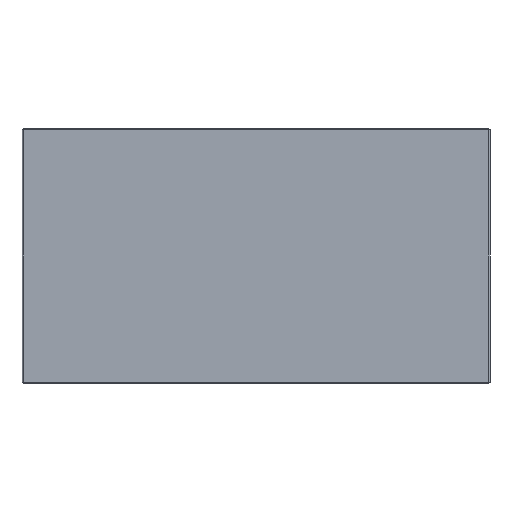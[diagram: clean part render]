
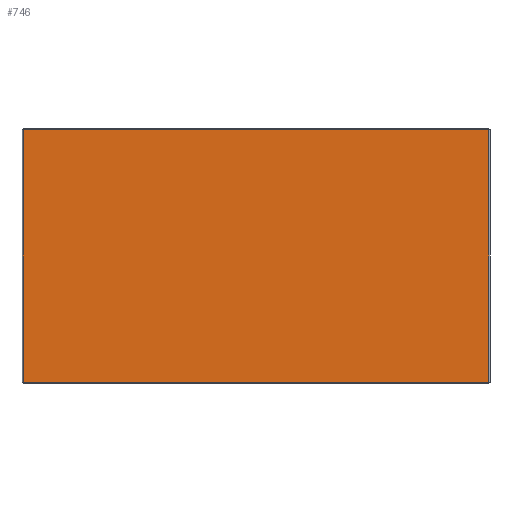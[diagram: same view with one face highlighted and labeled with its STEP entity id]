
A CAD part, left-side view. The second image highlights one B-rep face of the part: STEP entity #746.
In plain terms, the highlighted planar face has unit normal (-1, 0, 0).
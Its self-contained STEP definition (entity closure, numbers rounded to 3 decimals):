
#48 = CARTESIAN_POINT ( 'NONE',  ( -1.2, -371.3, -201.3 ) ) ;
#104 = AXIS2_PLACEMENT_3D ( 'NONE', #333, #860, #1023 ) ;
#117 = CARTESIAN_POINT ( 'NONE',  ( -1.2, 371.3, -201.3 ) ) ;
#333 = CARTESIAN_POINT ( 'NONE',  ( -1.2, 0., 0. ) ) ;
#335 = ORIENTED_EDGE ( 'NONE', *, *, #1087, .F. ) ;
#432 = VECTOR ( 'NONE', #1198, 1000. ) ;
#478 = ORIENTED_EDGE ( 'NONE', *, *, #1436, .F. ) ;
#598 = EDGE_CURVE ( 'NONE', #2119, #2098, #2047, .T. ) ;
#646 = CARTESIAN_POINT ( 'NONE',  ( -1.2, -371.3, -201.3 ) ) ;
#746 = ADVANCED_FACE ( 'NONE', ( #952 ), #1689, .F. ) ;
#780 = EDGE_CURVE ( 'NONE', #2098, #1805, #899, .T. ) ;
#784 = CARTESIAN_POINT ( 'NONE',  ( -1.2, -371.3, -201.3 ) ) ;
#860 = DIRECTION ( 'NONE',  ( 1., 0., 0. ) ) ;
#899 = LINE ( 'NONE', #1870, #432 ) ;
#952 = FACE_OUTER_BOUND ( 'NONE', #1363, .T. ) ;
#993 = DIRECTION ( 'NONE',  ( 0., 0., 1. ) ) ;
#1023 = DIRECTION ( 'NONE',  ( 0., 0., -1. ) ) ;
#1069 = ORIENTED_EDGE ( 'NONE', *, *, #598, .F. ) ;
#1087 = EDGE_CURVE ( 'NONE', #1805, #1925, #1828, .T. ) ;
#1198 = DIRECTION ( 'NONE',  ( 0., -1., 0. ) ) ;
#1271 = LINE ( 'NONE', #48, #1526 ) ;
#1305 = DIRECTION ( 'NONE',  ( 0., 1., 0. ) ) ;
#1316 = CARTESIAN_POINT ( 'NONE',  ( -1.2, 371.3, -201.3 ) ) ;
#1363 = EDGE_LOOP ( 'NONE', ( #2092, #1069, #478, #335 ) ) ;
#1436 = EDGE_CURVE ( 'NONE', #1925, #2119, #1271, .T. ) ;
#1487 = VECTOR ( 'NONE', #2173, 1000. ) ;
#1490 = CARTESIAN_POINT ( 'NONE',  ( -1.2, 371.3, 201.3 ) ) ;
#1526 = VECTOR ( 'NONE', #1305, 1000. ) ;
#1689 = PLANE ( 'NONE',  #104 ) ;
#1805 = VERTEX_POINT ( 'NONE', #2036 ) ;
#1828 = LINE ( 'NONE', #646, #1487 ) ;
#1870 = CARTESIAN_POINT ( 'NONE',  ( -1.2, -371.3, 201.3 ) ) ;
#1925 = VERTEX_POINT ( 'NONE', #784 ) ;
#2036 = CARTESIAN_POINT ( 'NONE',  ( -1.2, -371.3, 201.3 ) ) ;
#2047 = LINE ( 'NONE', #117, #2204 ) ;
#2092 = ORIENTED_EDGE ( 'NONE', *, *, #780, .F. ) ;
#2098 = VERTEX_POINT ( 'NONE', #1490 ) ;
#2119 = VERTEX_POINT ( 'NONE', #1316 ) ;
#2173 = DIRECTION ( 'NONE',  ( 0., 0., -1. ) ) ;
#2204 = VECTOR ( 'NONE', #993, 1000. ) ;
